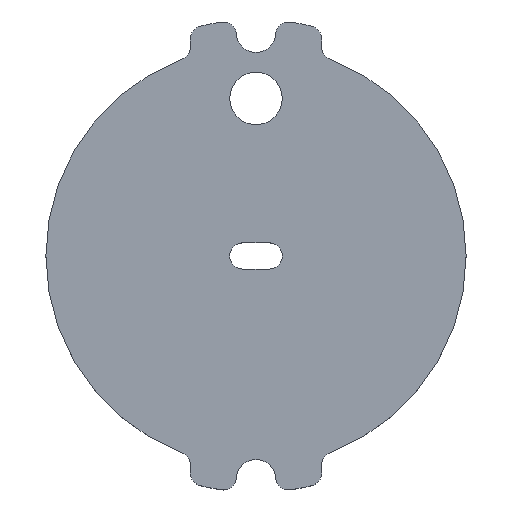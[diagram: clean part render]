
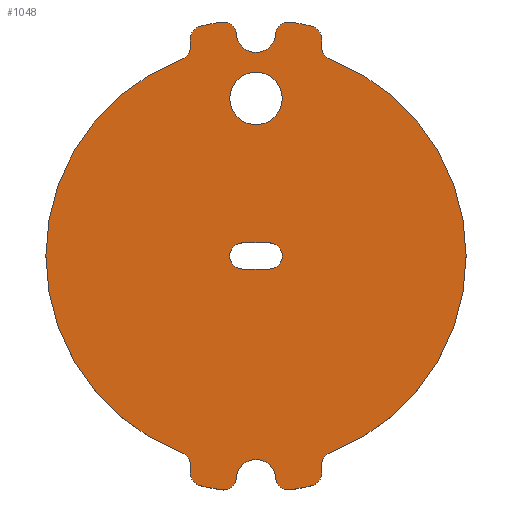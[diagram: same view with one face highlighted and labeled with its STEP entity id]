
A CAD part, top view. The second image highlights one B-rep face of the part: STEP entity #1048.
In plain terms, the highlighted planar face has unit normal (0, 0, 1).
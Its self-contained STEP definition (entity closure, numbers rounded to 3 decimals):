
#73=CARTESIAN_POINT('',(2.0,12.,3.0));
#74=VERTEX_POINT('',#73);
#75=CARTESIAN_POINT('',(0.0,12.,3.0));
#76=DIRECTION('',(0.0,0.0,-1.0));
#77=DIRECTION('',(-1.0,0.0,0.0));
#78=AXIS2_PLACEMENT_3D('',#75,#76,#77);
#79=CIRCLE('',#78,2.0);
#80=EDGE_CURVE('',#74,#74,#79,.T.);
#111=CARTESIAN_POINT('',(1.0,1.0,3.0));
#112=VERTEX_POINT('',#111);
#119=CARTESIAN_POINT('',(-1.0,1.0,3.0));
#120=VERTEX_POINT('',#119);
#121=CARTESIAN_POINT('',(-1.0,1.0,3.0));
#122=DIRECTION('',(1.0,0.0,0.0));
#123=VECTOR('',#122,2.0);
#124=LINE('',#121,#123);
#125=EDGE_CURVE('',#120,#112,#124,.T.);
#150=CARTESIAN_POINT('',(1.0,-1.0,3.0));
#151=VERTEX_POINT('',#150);
#158=CARTESIAN_POINT('',(1.0,0.0,3.0));
#159=DIRECTION('',(0.0,0.0,-1.0));
#160=DIRECTION('',(0.0,-1.0,0.0));
#161=AXIS2_PLACEMENT_3D('',#158,#159,#160);
#162=CIRCLE('',#161,1.0);
#163=EDGE_CURVE('',#112,#151,#162,.T.);
#182=CARTESIAN_POINT('',(-1.0,-1.0,3.0));
#183=VERTEX_POINT('',#182);
#190=CARTESIAN_POINT('',(1.0,-1.0,3.0));
#191=DIRECTION('',(-1.0,0.0,0.0));
#192=VECTOR('',#191,2.0);
#193=LINE('',#190,#192);
#194=EDGE_CURVE('',#151,#183,#193,.T.);
#213=CARTESIAN_POINT('',(-1.0,0.0,3.0));
#214=DIRECTION('',(0.0,0.0,-1.0));
#215=DIRECTION('',(0.0,1.0,0.0));
#216=AXIS2_PLACEMENT_3D('',#213,#214,#215);
#217=CIRCLE('',#216,1.0);
#218=EDGE_CURVE('',#183,#120,#217,.T.);
#239=CARTESIAN_POINT('',(-5.,15.906,3.0));
#240=VERTEX_POINT('',#239);
#247=CARTESIAN_POINT('',(-5.,16.523,3.0));
#248=VERTEX_POINT('',#247);
#249=CARTESIAN_POINT('',(-5.,16.523,3.0));
#250=DIRECTION('',(0.0,-1.0,0.0));
#251=VECTOR('',#250,0.617);
#252=LINE('',#249,#251);
#253=EDGE_CURVE('',#248,#240,#252,.T.);
#279=CARTESIAN_POINT('',(-4.235,17.495,3.0));
#280=VERTEX_POINT('',#279);
#281=CARTESIAN_POINT('',(-4.,16.523,3.0));
#282=DIRECTION('',(0.0,0.0,1.0));
#283=DIRECTION('',(-0.235,0.972,0.0));
#284=AXIS2_PLACEMENT_3D('',#281,#282,#283);
#285=CIRCLE('',#284,1.);
#286=EDGE_CURVE('',#280,#248,#285,.T.);
#312=CARTESIAN_POINT('',(-2.64,17.805,3.0));
#313=VERTEX_POINT('',#312);
#314=CARTESIAN_POINT('',(0.0,0.0,3.0));
#315=DIRECTION('',(0.0,0.0,1.0));
#316=DIRECTION('',(-0.147,0.989,0.0));
#317=AXIS2_PLACEMENT_3D('',#314,#315,#316);
#318=CIRCLE('',#317,18.0);
#319=EDGE_CURVE('',#313,#280,#318,.T.);
#345=CARTESIAN_POINT('',(-1.496,16.89,3.0));
#346=VERTEX_POINT('',#345);
#347=CARTESIAN_POINT('',(-2.493,16.816,3.0));
#348=DIRECTION('',(0.0,0.0,1.0));
#349=DIRECTION('',(0.997,0.074,0.0));
#350=AXIS2_PLACEMENT_3D('',#347,#348,#349);
#351=CIRCLE('',#350,1.);
#352=EDGE_CURVE('',#346,#313,#351,.T.);
#378=CARTESIAN_POINT('',(1.496,16.89,3.0));
#379=VERTEX_POINT('',#378);
#380=CARTESIAN_POINT('',(0.,17.0,3.0));
#381=DIRECTION('',(0.0,0.0,-1.0));
#382=DIRECTION('',(0.997,0.074,0.0));
#383=AXIS2_PLACEMENT_3D('',#380,#381,#382);
#384=CIRCLE('',#383,1.5);
#385=EDGE_CURVE('',#379,#346,#384,.T.);
#411=CARTESIAN_POINT('',(2.64,17.805,3.0));
#412=VERTEX_POINT('',#411);
#413=CARTESIAN_POINT('',(2.493,16.816,3.0));
#414=DIRECTION('',(0.0,0.0,1.0));
#415=DIRECTION('',(0.147,0.989,0.0));
#416=AXIS2_PLACEMENT_3D('',#413,#414,#415);
#417=CIRCLE('',#416,1.);
#418=EDGE_CURVE('',#412,#379,#417,.T.);
#444=CARTESIAN_POINT('',(4.235,17.495,3.0));
#445=VERTEX_POINT('',#444);
#446=CARTESIAN_POINT('',(0.0,0.0,3.0));
#447=DIRECTION('',(0.0,0.0,1.0));
#448=DIRECTION('',(0.235,0.972,0.0));
#449=AXIS2_PLACEMENT_3D('',#446,#447,#448);
#450=CIRCLE('',#449,18.0);
#451=EDGE_CURVE('',#445,#412,#450,.T.);
#477=CARTESIAN_POINT('',(5.,16.523,3.0));
#478=VERTEX_POINT('',#477);
#479=CARTESIAN_POINT('',(4.,16.523,3.0));
#480=DIRECTION('',(0.0,0.0,1.0));
#481=DIRECTION('',(1.0,0.0,0.0));
#482=AXIS2_PLACEMENT_3D('',#479,#480,#481);
#483=CIRCLE('',#482,1.);
#484=EDGE_CURVE('',#478,#445,#483,.T.);
#509=CARTESIAN_POINT('',(5.,15.906,3.0));
#510=VERTEX_POINT('',#509);
#511=CARTESIAN_POINT('',(5.,15.906,3.0));
#512=DIRECTION('',(0.0,1.0,0.0));
#513=VECTOR('',#512,0.617);
#514=LINE('',#511,#513);
#515=EDGE_CURVE('',#510,#478,#514,.T.);
#541=CARTESIAN_POINT('',(5.647,14.97,3.0));
#542=VERTEX_POINT('',#541);
#543=CARTESIAN_POINT('',(6.,15.906,3.0));
#544=DIRECTION('',(0.0,0.0,-1.0));
#545=DIRECTION('',(1.0,0.0,0.0));
#546=AXIS2_PLACEMENT_3D('',#543,#544,#545);
#547=CIRCLE('',#546,1.);
#548=EDGE_CURVE('',#542,#510,#547,.T.);
#574=CARTESIAN_POINT('',(5.647,-14.97,3.0));
#575=VERTEX_POINT('',#574);
#576=CARTESIAN_POINT('',(0.0,0.0,3.0));
#577=DIRECTION('',(0.0,0.0,1.0));
#578=DIRECTION('',(0.353,-0.936,0.0));
#579=AXIS2_PLACEMENT_3D('',#576,#577,#578);
#580=CIRCLE('',#579,16.0);
#581=EDGE_CURVE('',#575,#542,#580,.T.);
#607=CARTESIAN_POINT('',(5.,-15.906,3.0));
#608=VERTEX_POINT('',#607);
#609=CARTESIAN_POINT('',(6.,-15.906,3.0));
#610=DIRECTION('',(0.0,0.0,-1.0));
#611=DIRECTION('',(0.353,-0.936,0.0));
#612=AXIS2_PLACEMENT_3D('',#609,#610,#611);
#613=CIRCLE('',#612,1.);
#614=EDGE_CURVE('',#608,#575,#613,.T.);
#639=CARTESIAN_POINT('',(5.,-16.523,3.0));
#640=VERTEX_POINT('',#639);
#641=CARTESIAN_POINT('',(5.,-16.523,3.0));
#642=DIRECTION('',(0.0,1.0,0.0));
#643=VECTOR('',#642,0.617);
#644=LINE('',#641,#643);
#645=EDGE_CURVE('',#640,#608,#644,.T.);
#671=CARTESIAN_POINT('',(4.235,-17.495,3.0));
#672=VERTEX_POINT('',#671);
#673=CARTESIAN_POINT('',(4.,-16.523,3.0));
#674=DIRECTION('',(0.0,0.0,1.0));
#675=DIRECTION('',(0.235,-0.972,0.0));
#676=AXIS2_PLACEMENT_3D('',#673,#674,#675);
#677=CIRCLE('',#676,1.0);
#678=EDGE_CURVE('',#672,#640,#677,.T.);
#704=CARTESIAN_POINT('',(2.64,-17.805,3.0));
#705=VERTEX_POINT('',#704);
#706=CARTESIAN_POINT('',(0.0,0.0,3.0));
#707=DIRECTION('',(0.0,0.0,1.0));
#708=DIRECTION('',(0.147,-0.989,0.0));
#709=AXIS2_PLACEMENT_3D('',#706,#707,#708);
#710=CIRCLE('',#709,18.0);
#711=EDGE_CURVE('',#705,#672,#710,.T.);
#737=CARTESIAN_POINT('',(1.496,-16.89,3.0));
#738=VERTEX_POINT('',#737);
#739=CARTESIAN_POINT('',(2.493,-16.816,3.0));
#740=DIRECTION('',(0.0,0.0,1.0));
#741=DIRECTION('',(-0.997,-0.074,0.0));
#742=AXIS2_PLACEMENT_3D('',#739,#740,#741);
#743=CIRCLE('',#742,1.);
#744=EDGE_CURVE('',#738,#705,#743,.T.);
#770=CARTESIAN_POINT('',(-1.496,-16.89,3.0));
#771=VERTEX_POINT('',#770);
#772=CARTESIAN_POINT('',(0.,-17.0,3.0));
#773=DIRECTION('',(0.0,0.0,-1.0));
#774=DIRECTION('',(-0.997,-0.074,0.0));
#775=AXIS2_PLACEMENT_3D('',#772,#773,#774);
#776=CIRCLE('',#775,1.5);
#777=EDGE_CURVE('',#771,#738,#776,.T.);
#803=CARTESIAN_POINT('',(-2.64,-17.805,3.0));
#804=VERTEX_POINT('',#803);
#805=CARTESIAN_POINT('',(-2.493,-16.816,3.0));
#806=DIRECTION('',(0.0,0.0,1.0));
#807=DIRECTION('',(-0.147,-0.989,0.0));
#808=AXIS2_PLACEMENT_3D('',#805,#806,#807);
#809=CIRCLE('',#808,1.);
#810=EDGE_CURVE('',#804,#771,#809,.T.);
#836=CARTESIAN_POINT('',(-4.235,-17.495,3.0));
#837=VERTEX_POINT('',#836);
#838=CARTESIAN_POINT('',(0.0,0.0,3.0));
#839=DIRECTION('',(0.0,0.0,1.0));
#840=DIRECTION('',(-0.235,-0.972,0.0));
#841=AXIS2_PLACEMENT_3D('',#838,#839,#840);
#842=CIRCLE('',#841,18.0);
#843=EDGE_CURVE('',#837,#804,#842,.T.);
#869=CARTESIAN_POINT('',(-5.,-16.523,3.0));
#870=VERTEX_POINT('',#869);
#871=CARTESIAN_POINT('',(-4.,-16.523,3.0));
#872=DIRECTION('',(0.0,0.0,1.0));
#873=DIRECTION('',(-1.0,0.0,0.0));
#874=AXIS2_PLACEMENT_3D('',#871,#872,#873);
#875=CIRCLE('',#874,1.);
#876=EDGE_CURVE('',#870,#837,#875,.T.);
#901=CARTESIAN_POINT('',(-5.,-15.906,3.0));
#902=VERTEX_POINT('',#901);
#903=CARTESIAN_POINT('',(-5.,-15.906,3.0));
#904=DIRECTION('',(0.0,-1.0,0.0));
#905=VECTOR('',#904,0.617);
#906=LINE('',#903,#905);
#907=EDGE_CURVE('',#902,#870,#906,.T.);
#933=CARTESIAN_POINT('',(-5.647,-14.97,3.0));
#934=VERTEX_POINT('',#933);
#935=CARTESIAN_POINT('',(-6.,-15.906,3.0));
#936=DIRECTION('',(0.0,0.0,-1.0));
#937=DIRECTION('',(-1.0,0.0,0.0));
#938=AXIS2_PLACEMENT_3D('',#935,#936,#937);
#939=CIRCLE('',#938,1.);
#940=EDGE_CURVE('',#934,#902,#939,.T.);
#966=CARTESIAN_POINT('',(-5.647,14.97,3.0));
#967=VERTEX_POINT('',#966);
#968=CARTESIAN_POINT('',(0.0,0.0,3.0));
#969=DIRECTION('',(0.0,0.0,1.0));
#970=DIRECTION('',(-0.353,0.936,0.0));
#971=AXIS2_PLACEMENT_3D('',#968,#969,#970);
#972=CIRCLE('',#971,16.0);
#973=EDGE_CURVE('',#967,#934,#972,.T.);
#997=CARTESIAN_POINT('',(-6.,15.906,3.0));
#998=DIRECTION('',(0.0,0.0,-1.0));
#999=DIRECTION('',(-0.353,0.936,0.0));
#1000=AXIS2_PLACEMENT_3D('',#997,#998,#999);
#1001=CIRCLE('',#1000,1.);
#1002=EDGE_CURVE('',#240,#967,#1001,.T.);
#1008=CARTESIAN_POINT('',(0.,0.,3.0));
#1009=DIRECTION('',(0.0,0.0,1.0));
#1010=DIRECTION('',(1.0,0.0,0.0));
#1011=AXIS2_PLACEMENT_3D('',#1008,#1009,#1010);
#1012=PLANE('',#1011);
#1013=ORIENTED_EDGE('',*,*,#1002,.T.);
#1014=ORIENTED_EDGE('',*,*,#973,.T.);
#1015=ORIENTED_EDGE('',*,*,#940,.T.);
#1016=ORIENTED_EDGE('',*,*,#907,.T.);
#1017=ORIENTED_EDGE('',*,*,#876,.T.);
#1018=ORIENTED_EDGE('',*,*,#843,.T.);
#1019=ORIENTED_EDGE('',*,*,#810,.T.);
#1020=ORIENTED_EDGE('',*,*,#777,.T.);
#1021=ORIENTED_EDGE('',*,*,#744,.T.);
#1022=ORIENTED_EDGE('',*,*,#711,.T.);
#1023=ORIENTED_EDGE('',*,*,#678,.T.);
#1024=ORIENTED_EDGE('',*,*,#645,.T.);
#1025=ORIENTED_EDGE('',*,*,#614,.T.);
#1026=ORIENTED_EDGE('',*,*,#581,.T.);
#1027=ORIENTED_EDGE('',*,*,#548,.T.);
#1028=ORIENTED_EDGE('',*,*,#515,.T.);
#1029=ORIENTED_EDGE('',*,*,#484,.T.);
#1030=ORIENTED_EDGE('',*,*,#451,.T.);
#1031=ORIENTED_EDGE('',*,*,#418,.T.);
#1032=ORIENTED_EDGE('',*,*,#385,.T.);
#1033=ORIENTED_EDGE('',*,*,#352,.T.);
#1034=ORIENTED_EDGE('',*,*,#319,.T.);
#1035=ORIENTED_EDGE('',*,*,#286,.T.);
#1036=ORIENTED_EDGE('',*,*,#253,.T.);
#1037=EDGE_LOOP('',(#1013,#1014,#1015,#1016,#1017,#1018,#1019,#1020,#1021,#1022,#1023,#1024,#1025,#1026,#1027,#1028,#1029,#1030,#1031,#1032,#1033,#1034,#1035,#1036));
#1038=FACE_OUTER_BOUND('',#1037,.T.);
#1039=ORIENTED_EDGE('',*,*,#80,.T.);
#1040=EDGE_LOOP('',(#1039));
#1041=FACE_BOUND('',#1040,.T.);
#1042=ORIENTED_EDGE('',*,*,#125,.T.);
#1043=ORIENTED_EDGE('',*,*,#163,.T.);
#1044=ORIENTED_EDGE('',*,*,#194,.T.);
#1045=ORIENTED_EDGE('',*,*,#218,.T.);
#1046=EDGE_LOOP('',(#1042,#1043,#1044,#1045));
#1047=FACE_BOUND('',#1046,.T.);
#1048=ADVANCED_FACE('',(#1038,#1041,#1047),#1012,.T.);
